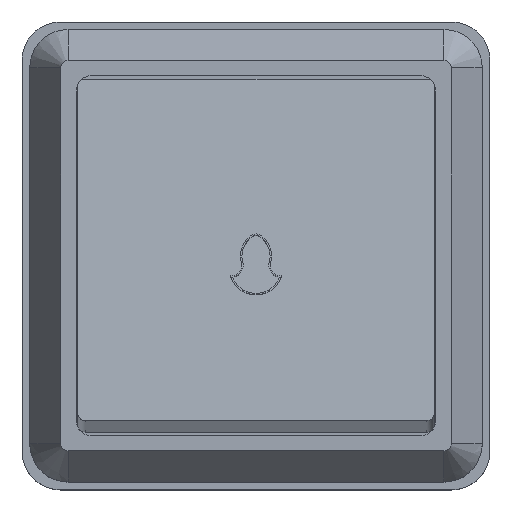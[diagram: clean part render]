
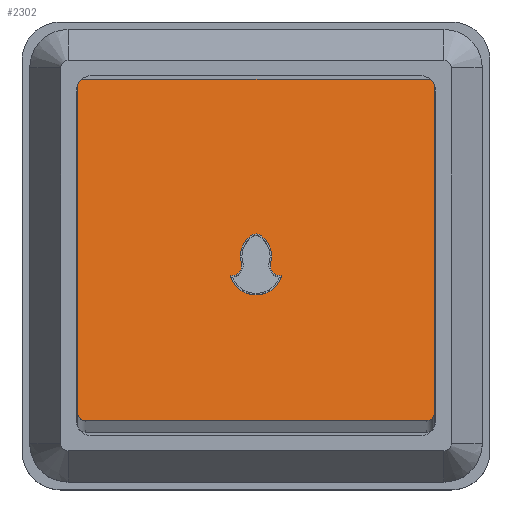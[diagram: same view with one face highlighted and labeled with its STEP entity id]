
A CAD part, top view. The second image highlights one B-rep face of the part: STEP entity #2302.
In plain terms, the highlighted planar face has unit normal (0, 0.144, 0.99).
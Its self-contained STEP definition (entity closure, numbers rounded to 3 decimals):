
#14 =( BOUNDED_CURVE ( )  B_SPLINE_CURVE ( 3, ( #1532, #2503, #1797, #354 ),
 .UNSPECIFIED., .F., .F. ) 
 B_SPLINE_CURVE_WITH_KNOTS ( ( 4, 4 ),
 ( 3.832, 4.265 ),
 .UNSPECIFIED. ) 
 CURVE ( )  GEOMETRIC_REPRESENTATION_ITEM ( )  RATIONAL_B_SPLINE_CURVE ( ( 1., 0.984, 0.984, 1. ) ) 
 REPRESENTATION_ITEM ( '' )  );
#35 = DIRECTION ( 'NONE',  ( 0., 0.144, 0.99 ) ) ;
#54 = LINE ( 'NONE', #897, #623 ) ;
#84 = AXIS2_PLACEMENT_3D ( 'NONE', #319, #1992, #572 ) ;
#95 = CARTESIAN_POINT ( 'NONE',  ( 22.733, 23., 30.5 ) ) ;
#124 = CARTESIAN_POINT ( 'NONE',  ( -23.259, 22.33, 30.598 ) ) ;
#143 = CARTESIAN_POINT ( 'NONE',  ( 1.44, -0.127, 33.876 ) ) ;
#163 = CARTESIAN_POINT ( 'NONE',  ( -23.259, 22.33, 30.598 ) ) ;
#165 = ORIENTED_EDGE ( 'NONE', *, *, #1163, .F. ) ;
#173 = LINE ( 'NONE', #468, #309 ) ;
#206 = CIRCLE ( 'NONE', #84, 1.462 ) ;
#210 = EDGE_CURVE ( 'NONE', #1055, #1352, #54, .T. ) ;
#242 = CARTESIAN_POINT ( 'NONE',  ( -23.259, -20.536, 36.855 ) ) ;
#243 = CARTESIAN_POINT ( 'NONE',  ( -0.759, 2.535, 33.487 ) ) ;
#294 = CARTESIAN_POINT ( 'NONE',  ( -23.259, -20.536, 36.855 ) ) ;
#297 = AXIS2_PLACEMENT_3D ( 'NONE', #560, #302, #2469 ) ;
#302 = DIRECTION ( 'NONE',  ( 0., 0.144, 0.99 ) ) ;
#309 = VECTOR ( 'NONE', #1654, 1000. ) ;
#319 = CARTESIAN_POINT ( 'NONE',  ( -3.307, -1.214, 34.035 ) ) ;
#336 = CARTESIAN_POINT ( 'NONE',  ( 22.261, -21.528, 37. ) ) ;
#345 = DIRECTION ( 'NONE',  ( 0., -0.99, 0.144 ) ) ;
#348 = CARTESIAN_POINT ( 'NONE',  ( -3.316, -2.66, 34.246 ) ) ;
#354 = CARTESIAN_POINT ( 'NONE',  ( 23.261, 22.324, 30.599 ) ) ;
#378 = DIRECTION ( 'NONE',  ( 0., 0.99, -0.144 ) ) ;
#388 = DIRECTION ( 'NONE',  ( 0., 0.99, -0.144 ) ) ;
#407 = CARTESIAN_POINT ( 'NONE',  ( -23.133, 22.59, 30.56 ) ) ;
#434 = CIRCLE ( 'NONE', #1652, 3.475 ) ;
#436 = EDGE_CURVE ( 'NONE', #1037, #1352, #1392, .T. ) ;
#451 = EDGE_LOOP ( 'NONE', ( #909, #1386, #2603, #679, #621, #165 ) ) ;
#464 = CIRCLE ( 'NONE', #2174, 1.462 ) ;
#468 = CARTESIAN_POINT ( 'NONE',  ( 23.261, -21.528, 37. ) ) ;
#529 = CARTESIAN_POINT ( 'NONE',  ( 23.261, -20.536, 36.855 ) ) ;
#537 = DIRECTION ( 'NONE',  ( 0., -0.99, 0.144 ) ) ;
#543 = CARTESIAN_POINT ( 'NONE',  ( -23.259, -21.117, 36.94 ) ) ;
#548 = FACE_BOUND ( 'NONE', #451, .T. ) ;
#560 = CARTESIAN_POINT ( 'NONE',  ( 0., 1.616, 33.622 ) ) ;
#569 = VERTEX_POINT ( 'NONE', #243 ) ;
#572 = DIRECTION ( 'NONE',  ( 0., -0.99, 0.144 ) ) ;
#587 = EDGE_CURVE ( 'NONE', #2162, #2708, #2429, .T. ) ;
#621 = ORIENTED_EDGE ( 'NONE', *, *, #2352, .F. ) ;
#623 = VECTOR ( 'NONE', #3089, 1000. ) ;
#625 = ORIENTED_EDGE ( 'NONE', *, *, #1891, .F. ) ;
#650 = CARTESIAN_POINT ( 'NONE',  ( -22.733, 23., 30.5 ) ) ;
#679 = ORIENTED_EDGE ( 'NONE', *, *, #3085, .F. ) ;
#681 = CARTESIAN_POINT ( 'NONE',  ( 22.261, -21.528, 37. ) ) ;
#683 = ORIENTED_EDGE ( 'NONE', *, *, #587, .F. ) ;
#700 = VECTOR ( 'NONE', #537, 1000. ) ;
#707 = EDGE_CURVE ( 'NONE', #1820, #2514, #1333, .T. ) ;
#783 = CARTESIAN_POINT ( 'NONE',  ( -22.733, 23., 30.5 ) ) ;
#836 = ORIENTED_EDGE ( 'NONE', *, *, #1081, .F. ) ;
#897 = CARTESIAN_POINT ( 'NONE',  ( 23.261, 23., 30.5 ) ) ;
#909 = ORIENTED_EDGE ( 'NONE', *, *, #1434, .F. ) ;
#926 = CARTESIAN_POINT ( 'NONE',  ( 23.261, -20.536, 36.855 ) ) ;
#959 = EDGE_CURVE ( 'NONE', #1196, #569, #2121, .T. ) ;
#979 = CARTESIAN_POINT ( 'NONE',  ( 0., 23., 30.5 ) ) ;
#1037 = VERTEX_POINT ( 'NONE', #336 ) ;
#1055 = VERTEX_POINT ( 'NONE', #1770 ) ;
#1071 = CARTESIAN_POINT ( 'NONE',  ( -1.439, -0.127, 33.876 ) ) ;
#1081 = EDGE_CURVE ( 'NONE', #2708, #1055, #14, .T. ) ;
#1141 = ORIENTED_EDGE ( 'NONE', *, *, #707, .T. ) ;
#1144 = VERTEX_POINT ( 'NONE', #2904 ) ;
#1163 = EDGE_CURVE ( 'NONE', #3081, #2373, #1430, .T. ) ;
#1196 = VERTEX_POINT ( 'NONE', #2927 ) ;
#1259 = CARTESIAN_POINT ( 'NONE',  ( -22.844, -21.528, 37. ) ) ;
#1333 = LINE ( 'NONE', #1721, #700 ) ;
#1338 = DIRECTION ( 'NONE',  ( 0., -0.144, -0.99 ) ) ;
#1352 = VERTEX_POINT ( 'NONE', #529 ) ;
#1386 = ORIENTED_EDGE ( 'NONE', *, *, #1840, .F. ) ;
#1392 =( BOUNDED_CURVE ( )  B_SPLINE_CURVE ( 3, ( #681, #2119, #2368, #926 ),
 .UNSPECIFIED., .F., .F. ) 
 B_SPLINE_CURVE_WITH_KNOTS ( ( 4, 4 ),
 ( 0., 1.571 ),
 .UNSPECIFIED. ) 
 CURVE ( )  GEOMETRIC_REPRESENTATION_ITEM ( )  RATIONAL_B_SPLINE_CURVE ( ( 1., 0.805, 0.805, 1. ) ) 
 REPRESENTATION_ITEM ( '' )  );
#1396 = ORIENTED_EDGE ( 'NONE', *, *, #210, .F. ) ;
#1430 = CIRCLE ( 'NONE', #2800, 3.445 ) ;
#1434 = EDGE_CURVE ( 'NONE', #1626, #3081, #206, .T. ) ;
#1446 = CARTESIAN_POINT ( 'NONE',  ( 0., -1.738, 34.111 ) ) ;
#1532 = CARTESIAN_POINT ( 'NONE',  ( 22.733, 23., 30.5 ) ) ;
#1555 = CARTESIAN_POINT ( 'NONE',  ( 23.261, 23., 30.5 ) ) ;
#1562 = DIRECTION ( 'NONE',  ( 0., 0.144, 0.99 ) ) ;
#1626 = VERTEX_POINT ( 'NONE', #2061 ) ;
#1652 = AXIS2_PLACEMENT_3D ( 'NONE', #143, #1825, #388 ) ;
#1654 = DIRECTION ( 'NONE',  ( -1., 0., 0. ) ) ;
#1690 = DIRECTION ( 'NONE',  ( 0., -0.99, 0.144 ) ) ;
#1721 = CARTESIAN_POINT ( 'NONE',  ( -23.259, 23., 30.5 ) ) ;
#1739 = FACE_OUTER_BOUND ( 'NONE', #2983, .T. ) ;
#1762 = ORIENTED_EDGE ( 'NONE', *, *, #2825, .F. ) ;
#1770 = CARTESIAN_POINT ( 'NONE',  ( 23.261, 22.324, 30.599 ) ) ;
#1797 = CARTESIAN_POINT ( 'NONE',  ( 23.136, 22.586, 30.56 ) ) ;
#1799 = VECTOR ( 'NONE', #2415, 1000. ) ;
#1813 = DIRECTION ( 'NONE',  ( 0., -0.144, -0.99 ) ) ;
#1820 = VERTEX_POINT ( 'NONE', #124 ) ;
#1825 = DIRECTION ( 'NONE',  ( 0., 0.144, 0.99 ) ) ;
#1840 = EDGE_CURVE ( 'NONE', #569, #1626, #434, .T. ) ;
#1875 = CIRCLE ( 'NONE', #2531, 3.475 ) ;
#1891 = EDGE_CURVE ( 'NONE', #1820, #2162, #2819, .T. ) ;
#1992 = DIRECTION ( 'NONE',  ( 0., -0.144, -0.99 ) ) ;
#2028 = AXIS2_PLACEMENT_3D ( 'NONE', #1555, #1813, #378 ) ;
#2061 = CARTESIAN_POINT ( 'NONE',  ( -1.845, -1.246, 34.039 ) ) ;
#2075 = CARTESIAN_POINT ( 'NONE',  ( -22.955, 22.816, 30.527 ) ) ;
#2119 = CARTESIAN_POINT ( 'NONE',  ( 22.847, -21.528, 37. ) ) ;
#2121 = CIRCLE ( 'NONE', #297, 1.2 ) ;
#2162 = VERTEX_POINT ( 'NONE', #783 ) ;
#2174 = AXIS2_PLACEMENT_3D ( 'NONE', #2809, #1338, #3057 ) ;
#2258 = CARTESIAN_POINT ( 'NONE',  ( 1.846, -1.246, 34.039 ) ) ;
#2302 = ADVANCED_FACE ( 'NONE', ( #1739, #548 ), #3037, .F. ) ;
#2352 = EDGE_CURVE ( 'NONE', #2373, #2716, #464, .T. ) ;
#2368 = CARTESIAN_POINT ( 'NONE',  ( 23.261, -21.117, 36.94 ) ) ;
#2373 = VERTEX_POINT ( 'NONE', #2818 ) ;
#2415 = DIRECTION ( 'NONE',  ( 1., 0., 0. ) ) ;
#2429 = LINE ( 'NONE', #979, #1799 ) ;
#2469 = DIRECTION ( 'NONE',  ( 0., -0.99, 0.144 ) ) ;
#2503 = CARTESIAN_POINT ( 'NONE',  ( 22.957, 22.815, 30.527 ) ) ;
#2514 = VERTEX_POINT ( 'NONE', #242 ) ;
#2531 = AXIS2_PLACEMENT_3D ( 'NONE', #1071, #1562, #345 ) ;
#2603 = ORIENTED_EDGE ( 'NONE', *, *, #959, .F. ) ;
#2639 = EDGE_CURVE ( 'NONE', #2514, #1144, #2710, .T. ) ;
#2708 = VERTEX_POINT ( 'NONE', #95 ) ;
#2710 =( BOUNDED_CURVE ( )  B_SPLINE_CURVE ( 3, ( #294, #543, #1259, #2962 ),
 .UNSPECIFIED., .F., .T. ) 
 B_SPLINE_CURVE_WITH_KNOTS ( ( 4, 4 ),
 ( 1.571, 3.142 ),
 .UNSPECIFIED. ) 
 CURVE ( )  GEOMETRIC_REPRESENTATION_ITEM ( )  RATIONAL_B_SPLINE_CURVE ( ( 1., 0.805, 0.805, 1. ) ) 
 REPRESENTATION_ITEM ( '' )  );
#2716 = VERTEX_POINT ( 'NONE', #2258 ) ;
#2800 = AXIS2_PLACEMENT_3D ( 'NONE', #1446, #35, #1690 ) ;
#2809 = CARTESIAN_POINT ( 'NONE',  ( 3.307, -1.213, 34.035 ) ) ;
#2818 = CARTESIAN_POINT ( 'NONE',  ( 3.316, -2.66, 34.246 ) ) ;
#2819 =( BOUNDED_CURVE ( )  B_SPLINE_CURVE ( 3, ( #163, #407, #2075, #650 ),
 .UNSPECIFIED., .F., .T. ) 
 B_SPLINE_CURVE_WITH_KNOTS ( ( 4, 4 ),
 ( 2.022, 2.451 ),
 .UNSPECIFIED. ) 
 CURVE ( )  GEOMETRIC_REPRESENTATION_ITEM ( )  RATIONAL_B_SPLINE_CURVE ( ( 1., 0.985, 0.985, 1. ) ) 
 REPRESENTATION_ITEM ( '' )  );
#2825 = EDGE_CURVE ( 'NONE', #1037, #1144, #173, .T. ) ;
#2848 = ORIENTED_EDGE ( 'NONE', *, *, #436, .T. ) ;
#2904 = CARTESIAN_POINT ( 'NONE',  ( -22.259, -21.528, 37. ) ) ;
#2911 = ORIENTED_EDGE ( 'NONE', *, *, #2639, .T. ) ;
#2927 = CARTESIAN_POINT ( 'NONE',  ( 0.76, 2.535, 33.487 ) ) ;
#2962 = CARTESIAN_POINT ( 'NONE',  ( -22.259, -21.528, 37. ) ) ;
#2983 = EDGE_LOOP ( 'NONE', ( #1762, #2848, #1396, #836, #683, #625, #1141, #2911 ) ) ;
#3037 = PLANE ( 'NONE',  #2028 ) ;
#3057 = DIRECTION ( 'NONE',  ( 0., 0.99, -0.144 ) ) ;
#3081 = VERTEX_POINT ( 'NONE', #348 ) ;
#3085 = EDGE_CURVE ( 'NONE', #2716, #1196, #1875, .T. ) ;
#3089 = DIRECTION ( 'NONE',  ( 0., -0.99, 0.144 ) ) ;
